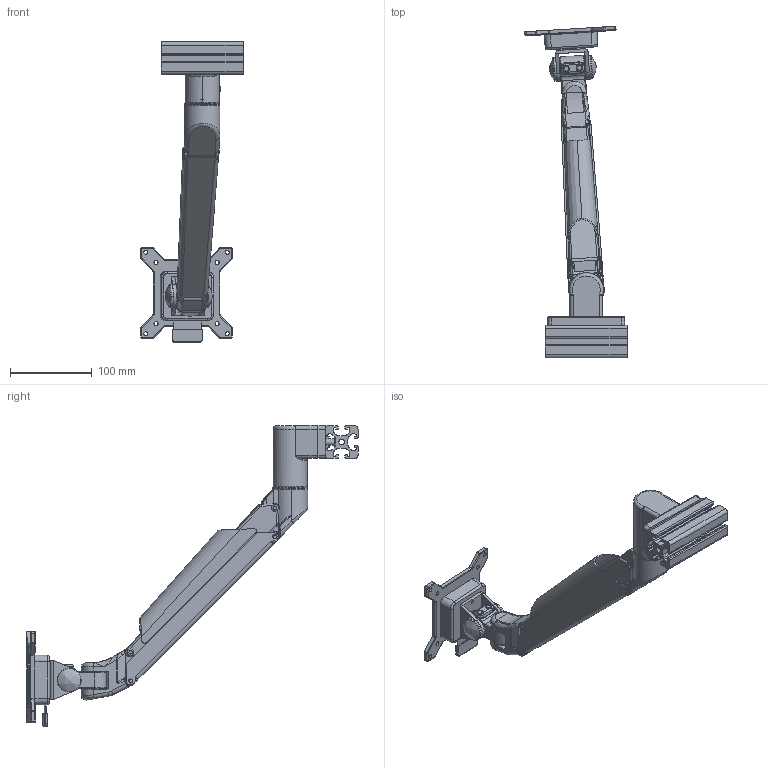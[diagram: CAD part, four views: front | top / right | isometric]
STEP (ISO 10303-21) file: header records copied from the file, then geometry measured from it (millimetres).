
FILE_DESCRIPTION (( 'STEP AP203' ), '1' );
FILE_NAME ('6mhm75100s40.step', '2020-07-28T10:58:56', ( '' ), ( '' ), 'SwSTEP 2.0', 'SolidWorks 2020', '' );
FILE_SCHEMA (( 'CONFIG_CONTROL_DESIGN' ));
Length unit declared in the file: millimetre
Products named in the file (9): 4DIN6912M0815M_4DIN6912M0816M; 6mhm75100s40; 061MS40D; 4din914m0608m_DIN 914 - M6 x 8-C; 061MHM75100S_Index 01; 4DIN6912M0820M_DIN6912M0825M; 061M40P; 40x40_100_L100; 6MHM75100R01_R02_6MHM75100R01_R02
Assembly tree (9 placements, depth 2):
  6mhm75100s40
    061M40P
    061MS40D
    40x40_100_L100
    4DIN6912M0815M_4DIN6912M0816M  x2
    4DIN6912M0820M_DIN6912M0825M
    061MHM75100S_Index 01
    4din914m0608m_DIN 914 - M6 x 8-C
    6MHM75100R01_R02_6MHM75100R01_R02
Bounding box: 125.23 x 406.45 x 367.83 mm (x, y, z)
Volume: 880964.2 mm3; surface area: 276298 mm2
Topology: 33 solids, 35 shells, 2061 faces, 4993 edges, 2975 vertices
Faces by surface type: cylinder 841, plane 490, bspline 296, torus 251, cone 103, sphere 80
Entity records: 87023 total; most frequent: CARTESIAN_POINT 40787, ORIENTED_EDGE 9716, DIRECTION 9344, EDGE_CURVE 4858, AXIS2_PLACEMENT_3D 3705, VERTEX_POINT 2926, EDGE_LOOP 2134, ADVANCED_FACE 2041
